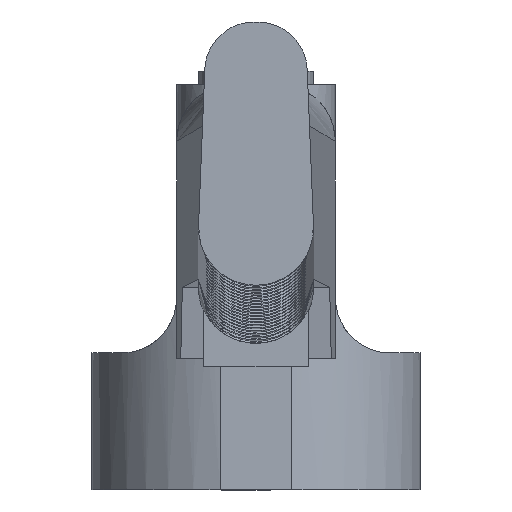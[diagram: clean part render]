
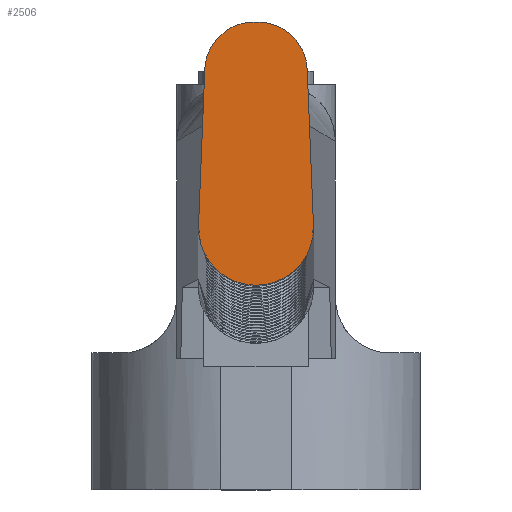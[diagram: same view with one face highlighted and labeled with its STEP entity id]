
A CAD part, front view. The second image highlights one B-rep face of the part: STEP entity #2506.
In plain terms, the highlighted planar face has unit normal (0, -1, 0).
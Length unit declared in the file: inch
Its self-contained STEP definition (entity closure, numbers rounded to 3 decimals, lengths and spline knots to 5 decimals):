
#33 =( BOUNDED_CURVE ( )  B_SPLINE_CURVE ( 3, ( #3588, #4141, #373, #4164 ),
 .UNSPECIFIED., .F., .T. ) 
 B_SPLINE_CURVE_WITH_KNOTS ( ( 4, 4 ),
 ( 3.14159, 4.67234 ),
 .UNSPECIFIED. ) 
 CURVE ( )  GEOMETRIC_REPRESENTATION_ITEM ( )  RATIONAL_B_SPLINE_CURVE ( ( 1., 0.814, 0.814, 1. ) ) 
 REPRESENTATION_ITEM ( '' )  );
#41 = CARTESIAN_POINT ( 'NONE',  ( 0.41339, -7.47942, 4.79756 ) ) ;
#310 = CARTESIAN_POINT ( 'NONE',  ( 0.01391, -7.47942, 6.27495 ) ) ;
#373 = CARTESIAN_POINT ( 'NONE',  ( -0.35991, -7.47942, 6.13534 ) ) ;
#380 =( BOUNDED_CURVE ( )  B_SPLINE_CURVE ( 3, ( #1900, #2491, #872, #4690 ),
 .UNSPECIFIED., .F., .T. ) 
 B_SPLINE_CURVE_WITH_KNOTS ( ( 4, 4 ),
 ( 1.61085, 3.14159 ),
 .UNSPECIFIED. ) 
 CURVE ( )  GEOMETRIC_REPRESENTATION_ITEM ( )  RATIONAL_B_SPLINE_CURVE ( ( 1., 0.814, 0.814, 1. ) ) 
 REPRESENTATION_ITEM ( '' )  );
#389 = CARTESIAN_POINT ( 'NONE',  ( 0.35433, -7.47942, 6.27495 ) ) ;
#401 = CARTESIAN_POINT ( 'NONE',  ( -0.39956, -7.47942, 4.69069 ) ) ;
#420 = EDGE_LOOP ( 'NONE', ( #1354, #3862, #5304, #1002, #5264, #5153 ) ) ;
#423 = VECTOR ( 'NONE', #6091, 39.37008 ) ;
#428 = CARTESIAN_POINT ( 'NONE',  ( -0.18294, -7.47942, 4.42661 ) ) ;
#429 = CARTESIAN_POINT ( 'NONE',  ( -0.01391, -7.47942, 6.27495 ) ) ;
#452 = CARTESIAN_POINT ( 'NONE',  ( 0.17038, -7.47942, 4.42068 ) ) ;
#476 = CARTESIAN_POINT ( 'NONE',  ( 0.40005, -7.47942, 4.68998 ) ) ;
#502 = LINE ( 'NONE', #5669, #423 ) ;
#577 = VECTOR ( 'NONE', #2428, 39.37008 ) ;
#601 = LINE ( 'NONE', #1843, #577 ) ;
#872 = CARTESIAN_POINT ( 'NONE',  ( 0.21494, -7.47942, 6.27495 ) ) ;
#884 = CARTESIAN_POINT ( 'NONE',  ( -0.41339, -7.47942, 4.79756 ) ) ;
#918 = CARTESIAN_POINT ( 'NONE',  ( -0.38708, -7.47942, 4.65181 ) ) ;
#939 = CARTESIAN_POINT ( 'NONE',  ( -0.1332, -7.47942, 4.40599 ) ) ;
#961 = CARTESIAN_POINT ( 'NONE',  ( 0.20672, -7.47942, 4.43932 ) ) ;
#984 = CARTESIAN_POINT ( 'NONE',  ( 0.41339, -7.47942, 4.77026 ) ) ;
#1002 = ORIENTED_EDGE ( 'NONE', *, *, #4400, .T. ) ;
#1354 = ORIENTED_EDGE ( 'NONE', *, *, #4386, .T. ) ;
#1392 = VERTEX_POINT ( 'NONE', #884 ) ;
#1393 = CARTESIAN_POINT ( 'NONE',  ( -0.35882, -7.47942, 4.59053 ) ) ;
#1417 = CARTESIAN_POINT ( 'NONE',  ( -0.09407, -7.47942, 4.39479 ) ) ;
#1443 = CARTESIAN_POINT ( 'NONE',  ( 0.25191, -7.47942, 4.46869 ) ) ;
#1735 = VERTEX_POINT ( 'NONE', #429 ) ;
#1819 = VERTEX_POINT ( 'NONE', #310 ) ;
#1843 = CARTESIAN_POINT ( 'NONE',  ( 0.41339, -7.47942, 4.79756 ) ) ;
#1885 = CARTESIAN_POINT ( 'NONE',  ( -0.41339, -7.47942, 4.79756 ) ) ;
#1900 = CARTESIAN_POINT ( 'NONE',  ( 0.36796, -7.47942, 5.93398 ) ) ;
#1909 = CARTESIAN_POINT ( 'NONE',  ( -0.32822, -7.47942, 4.54588 ) ) ;
#1935 = CARTESIAN_POINT ( 'NONE',  ( -0.02724, -7.47942, 4.3842 ) ) ;
#1960 = CARTESIAN_POINT ( 'NONE',  ( 0.3114, -7.47942, 4.52432 ) ) ;
#2267 = B_SPLINE_CURVE_WITH_KNOTS ( 'NONE', 3,
 ( #1885, #3034, #6477, #3643, #401, #4189, #918, #4726, #1393, #5167, #1909, #5610, #2502, #6026, #3080, #6494, #3667, #428, #4214, #939, #4747, #1417, #5188, #1935, #5630, #2531, #6043, #3105, #6515, #3688, #452, #4245, #961, #4765, #1443, #5209, #1960, #5649, #2562, #6067, #3129, #6538, #3712, #476, #4270, #984, #4785 ),
 .UNSPECIFIED., .F., .F.,
 ( 4, 2, 2, 2, 2, 2, 2, 2, 2, 1, 2, 2, 2, 2, 2, 2, 2, 2, 2, 2, 2, 2, 2, 4 ),
 ( 0., 0.00205, 0.00308, 0.0041, 0.00615, 0.00718, 0.00821, 0.01026, 0.01128, 0.01231, 0.01333, 0.01436, 0.01641, 0.01744, 0.01846, 0.02051, 0.02154, 0.02256, 0.02462, 0.02667, 0.02769, 0.02872, 0.03077, 0.03282 ),
 .UNSPECIFIED. ) ;
#2428 = DIRECTION ( 'NONE',  ( -0.04, 0., 0.999 ) ) ;
#2491 = CARTESIAN_POINT ( 'NONE',  ( 0.35991, -7.47942, 6.13534 ) ) ;
#2502 = CARTESIAN_POINT ( 'NONE',  ( -0.30184, -7.47942, 4.51478 ) ) ;
#2506 = ADVANCED_FACE ( 'NONE', ( #5875 ), #4411, .T. ) ;
#2531 = CARTESIAN_POINT ( 'NONE',  ( 0.02671, -7.47942, 4.38482 ) ) ;
#2562 = CARTESIAN_POINT ( 'NONE',  ( 0.35101, -7.47942, 4.5788 ) ) ;
#2591 = VERTEX_POINT ( 'NONE', #6275 ) ;
#2798 = AXIS2_PLACEMENT_3D ( 'NONE', #4480, #6258, #6187 ) ;
#3034 = CARTESIAN_POINT ( 'NONE',  ( -0.41339, -7.47942, 4.77026 ) ) ;
#3080 = CARTESIAN_POINT ( 'NONE',  ( -0.25243, -7.47942, 4.46907 ) ) ;
#3105 = CARTESIAN_POINT ( 'NONE',  ( 0.06731, -7.47942, 4.38947 ) ) ;
#3129 = CARTESIAN_POINT ( 'NONE',  ( 0.37077, -7.47942, 4.61426 ) ) ;
#3236 = VERTEX_POINT ( 'NONE', #41 ) ;
#3245 = EDGE_CURVE ( 'NONE', #1819, #1735, #5450, .T. ) ;
#3248 = VERTEX_POINT ( 'NONE', #4601 ) ;
#3588 = CARTESIAN_POINT ( 'NONE',  ( -0.01391, -7.47942, 6.27495 ) ) ;
#3643 = CARTESIAN_POINT ( 'NONE',  ( -0.40283, -7.47942, 4.70378 ) ) ;
#3667 = CARTESIAN_POINT ( 'NONE',  ( -0.2068, -7.47942, 4.43937 ) ) ;
#3688 = CARTESIAN_POINT ( 'NONE',  ( 0.13284, -7.47942, 4.40517 ) ) ;
#3712 = CARTESIAN_POINT ( 'NONE',  ( 0.39223, -7.47942, 4.66422 ) ) ;
#3862 = ORIENTED_EDGE ( 'NONE', *, *, #4389, .T. ) ;
#4030 = DIRECTION ( 'NONE',  ( -1., 0., 0. ) ) ;
#4141 = CARTESIAN_POINT ( 'NONE',  ( -0.21494, -7.47942, 6.27495 ) ) ;
#4164 = CARTESIAN_POINT ( 'NONE',  ( -0.36796, -7.47942, 5.93398 ) ) ;
#4189 = CARTESIAN_POINT ( 'NONE',  ( -0.39169, -7.47942, 4.66472 ) ) ;
#4214 = CARTESIAN_POINT ( 'NONE',  ( -0.15857, -7.47942, 4.41509 ) ) ;
#4245 = CARTESIAN_POINT ( 'NONE',  ( 0.18277, -7.47942, 4.42653 ) ) ;
#4270 = CARTESIAN_POINT ( 'NONE',  ( 0.41065, -7.47942, 4.74293 ) ) ;
#4386 = EDGE_CURVE ( 'NONE', #3236, #3248, #601, .T. ) ;
#4389 = EDGE_CURVE ( 'NONE', #3248, #1819, #380, .T. ) ;
#4400 = EDGE_CURVE ( 'NONE', #1735, #2591, #33, .T. ) ;
#4407 = EDGE_CURVE ( 'NONE', #1392, #3236, #2267, .T. ) ;
#4410 = EDGE_CURVE ( 'NONE', #1392, #2591, #502, .T. ) ;
#4411 = PLANE ( 'NONE',  #2798 ) ;
#4480 = CARTESIAN_POINT ( 'NONE',  ( -0.27571, -7.47942, 6.7645 ) ) ;
#4601 = CARTESIAN_POINT ( 'NONE',  ( 0.36796, -7.47942, 5.93398 ) ) ;
#4690 = CARTESIAN_POINT ( 'NONE',  ( 0.01391, -7.47942, 6.27495 ) ) ;
#4726 = CARTESIAN_POINT ( 'NONE',  ( -0.37152, -7.47942, 4.61427 ) ) ;
#4747 = CARTESIAN_POINT ( 'NONE',  ( -0.10733, -7.47942, 4.39813 ) ) ;
#4765 = CARTESIAN_POINT ( 'NONE',  ( 0.2183, -7.47942, 4.44626 ) ) ;
#4785 = CARTESIAN_POINT ( 'NONE',  ( 0.41339, -7.47942, 4.79756 ) ) ;
#5153 = ORIENTED_EDGE ( 'NONE', *, *, #4407, .T. ) ;
#5167 = CARTESIAN_POINT ( 'NONE',  ( -0.33633, -7.47942, 4.55683 ) ) ;
#5188 = CARTESIAN_POINT ( 'NONE',  ( -0.05405, -7.47942, 4.38683 ) ) ;
#5209 = CARTESIAN_POINT ( 'NONE',  ( 0.27279, -7.47942, 4.48577 ) ) ;
#5264 = ORIENTED_EDGE ( 'NONE', *, *, #4410, .F. ) ;
#5304 = ORIENTED_EDGE ( 'NONE', *, *, #3245, .T. ) ;
#5412 = VECTOR ( 'NONE', #4030, 39.37008 ) ;
#5450 = LINE ( 'NONE', #389, #5412 ) ;
#5610 = CARTESIAN_POINT ( 'NONE',  ( -0.31093, -7.47942, 4.52481 ) ) ;
#5630 = CARTESIAN_POINT ( 'NONE',  ( 0.0132, -7.47942, 4.38417 ) ) ;
#5649 = CARTESIAN_POINT ( 'NONE',  ( 0.32855, -7.47942, 4.54524 ) ) ;
#5669 = CARTESIAN_POINT ( 'NONE',  ( -0.34375, -7.47942, 6.53959 ) ) ;
#5875 = FACE_OUTER_BOUND ( 'NONE', #420, .T. ) ;
#6026 = CARTESIAN_POINT ( 'NONE',  ( -0.27324, -7.47942, 4.48618 ) ) ;
#6043 = CARTESIAN_POINT ( 'NONE',  ( 0.05381, -7.47942, 4.38747 ) ) ;
#6067 = CARTESIAN_POINT ( 'NONE',  ( 0.35797, -7.47942, 4.59037 ) ) ;
#6091 = DIRECTION ( 'NONE',  ( 0.04, 0., 0.999 ) ) ;
#6187 = DIRECTION ( 'NONE',  ( 0., 0., -1. ) ) ;
#6258 = DIRECTION ( 'NONE',  ( 0., -1., 0. ) ) ;
#6275 = CARTESIAN_POINT ( 'NONE',  ( -0.36796, -7.47942, 5.93398 ) ) ;
#6477 = CARTESIAN_POINT ( 'NONE',  ( -0.41071, -7.47942, 4.7434 ) ) ;
#6494 = CARTESIAN_POINT ( 'NONE',  ( -0.21854, -7.47942, 4.44641 ) ) ;
#6515 = CARTESIAN_POINT ( 'NONE',  ( 0.10707, -7.47942, 4.39737 ) ) ;
#6538 = CARTESIAN_POINT ( 'NONE',  ( 0.37664, -7.47942, 4.62665 ) ) ;
